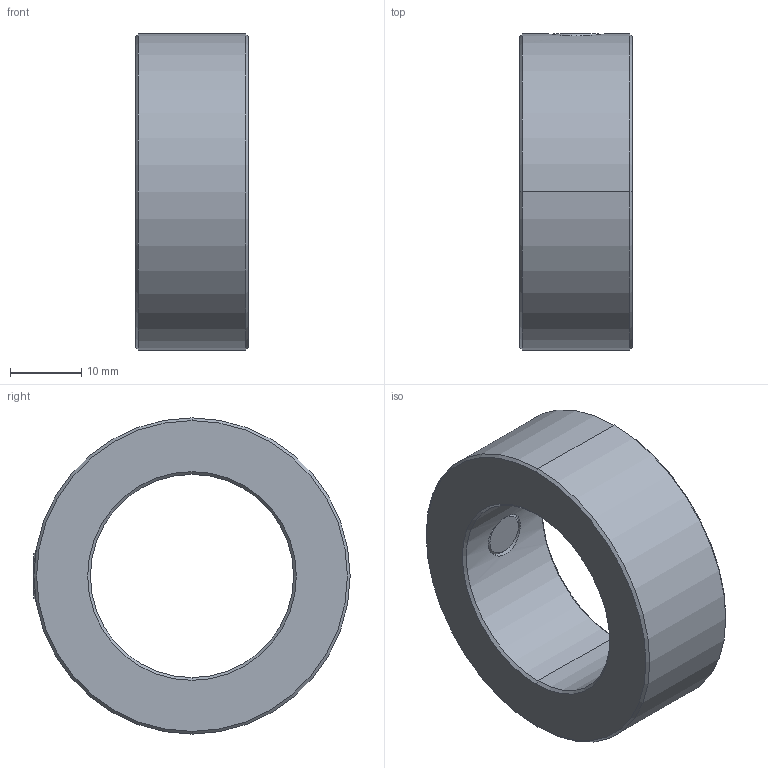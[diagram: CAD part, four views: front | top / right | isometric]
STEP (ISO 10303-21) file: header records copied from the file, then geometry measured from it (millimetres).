
FILE_DESCRIPTION(('starvars output'),'2;1');
FILE_NAME('cv20120920075350000008365.stp','07:53:50 2012/09/20',( 'Thomas Industrial Network Germany GmbH'),( 'Thomas Industrial Network Germany GmbH'),'unknown preprocess','ACIS' ,'unknown authorization');
FILE_SCHEMA(('AUTOMOTIVE_DESIGN_CC2 {UNKNOWN IMPLEMENTATION LEVEL}'));
Length unit declared in the file: millimetre
Products named in the file (1): PRODUCT_ID_1
Bounding box: 15.88 x 44.45 x 44.45 mm (x, y, z)
Volume: 14396.5 mm3; surface area: 5400.5 mm2
Topology: 1 solids, 1 shells, 31 faces, 71 edges, 45 vertices
Faces by surface type: cone 14, plane 11, cylinder 6
Entity records: 1142 total; most frequent: CARTESIAN_POINT 191, ORIENTED_EDGE 142, DIRECTION 104, EDGE_CURVE 71, VERTEX_POINT 45, VECTOR 38, LINE 38, EDGE_LOOP 36
